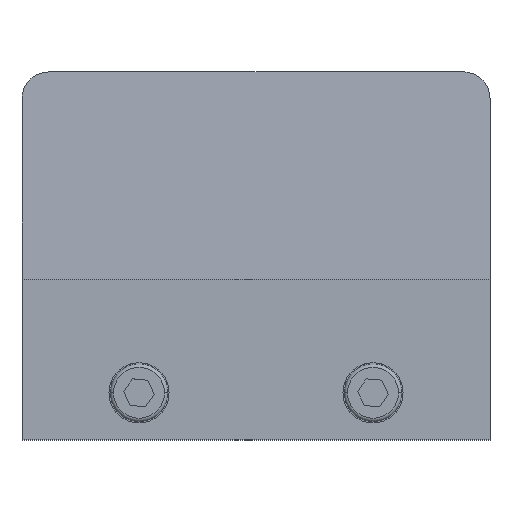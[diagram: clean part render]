
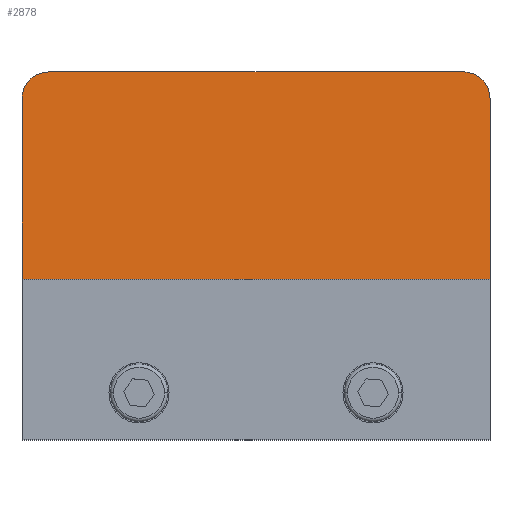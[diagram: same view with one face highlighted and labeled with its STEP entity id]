
A CAD part, top view. The second image highlights one B-rep face of the part: STEP entity #2878.
In plain terms, the highlighted planar face has unit normal (0, 0.064, 0.998).
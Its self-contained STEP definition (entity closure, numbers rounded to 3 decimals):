
#32 = EDGE_CURVE ( 'NONE', #1093, #2760, #2071, .T. ) ;
#37 = VERTEX_POINT ( 'NONE', #2294 ) ;
#120 = EDGE_CURVE ( 'NONE', #1638, #685, #2833, .T. ) ;
#401 = DIRECTION ( 'NONE',  ( -1., 0., 0. ) ) ;
#434 = CARTESIAN_POINT ( 'NONE',  ( 35., 37.5, 28. ) ) ;
#488 = CARTESIAN_POINT ( 'NONE',  ( -35., 37.5, 28. ) ) ;
#496 = DIRECTION ( 'NONE',  ( 0., -0.998, 0.064 ) ) ;
#593 = ORIENTED_EDGE ( 'NONE', *, *, #2927, .T. ) ;
#685 = VERTEX_POINT ( 'NONE', #3348 ) ;
#699 = VERTEX_POINT ( 'NONE', #2601 ) ;
#741 = AXIS2_PLACEMENT_3D ( 'NONE', #434, #1509, #2802 ) ;
#836 = CARTESIAN_POINT ( 'NONE',  ( 31., 37.5, 28. ) ) ;
#1093 = VERTEX_POINT ( 'NONE', #3281 ) ;
#1114 = ORIENTED_EDGE ( 'NONE', *, *, #2280, .T. ) ;
#1115 =( BOUNDED_CURVE ( )  B_SPLINE_CURVE ( 3, ( #3185, #2926, #2432, #1916 ),
 .UNSPECIFIED., .F., .F. ) 
 B_SPLINE_CURVE_WITH_KNOTS ( ( 4, 4 ),
 ( 3.142, 4.712 ),
 .UNSPECIFIED. ) 
 CURVE ( )  GEOMETRIC_REPRESENTATION_ITEM ( )  RATIONAL_B_SPLINE_CURVE ( ( 1., 0.805, 0.805, 1. ) ) 
 REPRESENTATION_ITEM ( '' )  );
#1117 = EDGE_CURVE ( 'NONE', #2760, #699, #1710, .T. ) ;
#1278 = CARTESIAN_POINT ( 'NONE',  ( 35., 37.5, 28. ) ) ;
#1371 = VECTOR ( 'NONE', #496, 1000. ) ;
#1391 = VECTOR ( 'NONE', #1492, 1000. ) ;
#1431 = ORIENTED_EDGE ( 'NONE', *, *, #32, .F. ) ;
#1492 = DIRECTION ( 'NONE',  ( 0., -0.998, 0.064 ) ) ;
#1509 = DIRECTION ( 'NONE',  ( 0., -0.064, -0.998 ) ) ;
#1539 = CARTESIAN_POINT ( 'NONE',  ( 35., 37.5, 28. ) ) ;
#1638 = VERTEX_POINT ( 'NONE', #2573 ) ;
#1702 = EDGE_CURVE ( 'NONE', #37, #699, #2285, .T. ) ;
#1710 = LINE ( 'NONE', #1727, #2669 ) ;
#1727 = CARTESIAN_POINT ( 'NONE',  ( 35., 6.5, 30. ) ) ;
#1804 =( BOUNDED_CURVE ( )  B_SPLINE_CURVE ( 3, ( #1865, #2898, #2933, #836 ),
 .UNSPECIFIED., .F., .F. ) 
 B_SPLINE_CURVE_WITH_KNOTS ( ( 4, 4 ),
 ( 4.712, 6.283 ),
 .UNSPECIFIED. ) 
 CURVE ( )  GEOMETRIC_REPRESENTATION_ITEM ( )  RATIONAL_B_SPLINE_CURVE ( ( 1., 0.805, 0.805, 1. ) ) 
 REPRESENTATION_ITEM ( '' )  );
#1865 = CARTESIAN_POINT ( 'NONE',  ( 35., 33.5, 28.258 ) ) ;
#1916 = CARTESIAN_POINT ( 'NONE',  ( -35., 33.5, 28.258 ) ) ;
#2071 = LINE ( 'NONE', #1278, #1371 ) ;
#2213 = ORIENTED_EDGE ( 'NONE', *, *, #1702, .T. ) ;
#2271 = PLANE ( 'NONE',  #741 ) ;
#2280 = EDGE_CURVE ( 'NONE', #685, #37, #1115, .T. ) ;
#2285 = LINE ( 'NONE', #488, #1391 ) ;
#2294 = CARTESIAN_POINT ( 'NONE',  ( -35., 33.5, 28.258 ) ) ;
#2400 = ORIENTED_EDGE ( 'NONE', *, *, #1117, .F. ) ;
#2432 = CARTESIAN_POINT ( 'NONE',  ( -35., 35.843, 28.107 ) ) ;
#2503 = EDGE_LOOP ( 'NONE', ( #2877, #1114, #2213, #2400, #1431, #593 ) ) ;
#2517 = VECTOR ( 'NONE', #2579, 1000. ) ;
#2573 = CARTESIAN_POINT ( 'NONE',  ( 31., 37.5, 28. ) ) ;
#2579 = DIRECTION ( 'NONE',  ( -1., 0., 0. ) ) ;
#2601 = CARTESIAN_POINT ( 'NONE',  ( -35., 6.5, 30. ) ) ;
#2669 = VECTOR ( 'NONE', #401, 1000. ) ;
#2717 = CARTESIAN_POINT ( 'NONE',  ( 35., 6.5, 30. ) ) ;
#2760 = VERTEX_POINT ( 'NONE', #2717 ) ;
#2802 = DIRECTION ( 'NONE',  ( 0., 0.998, -0.064 ) ) ;
#2833 = LINE ( 'NONE', #1539, #2517 ) ;
#2877 = ORIENTED_EDGE ( 'NONE', *, *, #120, .T. ) ;
#2878 = ADVANCED_FACE ( 'NONE', ( #3350 ), #2271, .F. ) ;
#2898 = CARTESIAN_POINT ( 'NONE',  ( 35., 35.843, 28.107 ) ) ;
#2926 = CARTESIAN_POINT ( 'NONE',  ( -33.343, 37.5, 28. ) ) ;
#2927 = EDGE_CURVE ( 'NONE', #1093, #1638, #1804, .T. ) ;
#2933 = CARTESIAN_POINT ( 'NONE',  ( 33.343, 37.5, 28. ) ) ;
#3185 = CARTESIAN_POINT ( 'NONE',  ( -31., 37.5, 28. ) ) ;
#3281 = CARTESIAN_POINT ( 'NONE',  ( 35., 33.5, 28.258 ) ) ;
#3348 = CARTESIAN_POINT ( 'NONE',  ( -31., 37.5, 28. ) ) ;
#3350 = FACE_OUTER_BOUND ( 'NONE', #2503, .T. ) ;
